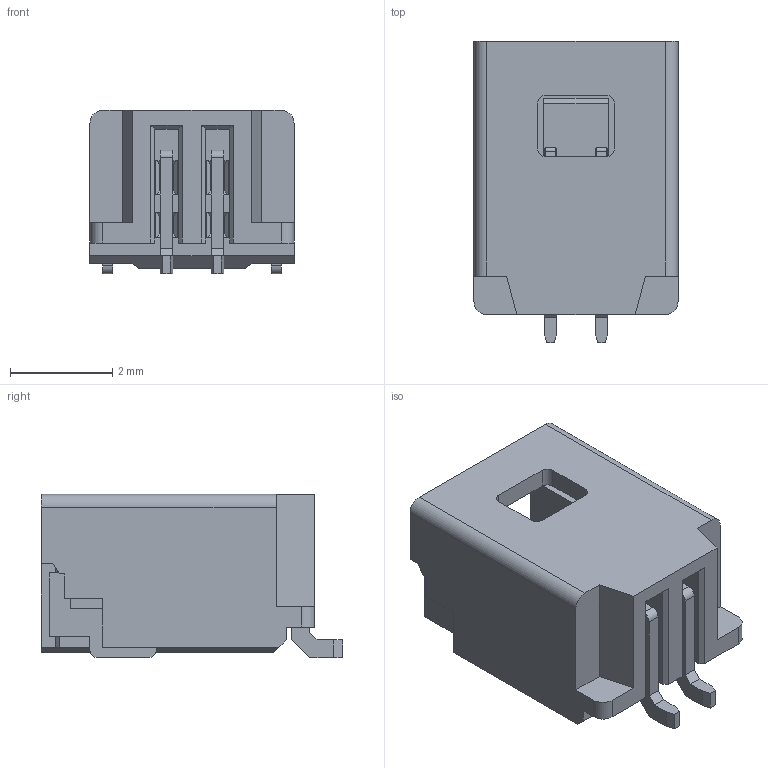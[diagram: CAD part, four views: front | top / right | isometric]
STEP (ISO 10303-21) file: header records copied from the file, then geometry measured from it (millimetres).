
FILE_DESCRIPTION(('STEP AP242'),'1');
FILE_NAME('501568-0207.stp','2021-06-21T13:28:09',('TraceParts'),('TraceParts S.A.'),'Spatial InterOp 3D',' ',' ');
FILE_SCHEMA(('AP242_MANAGED_MODEL_BASED_3D_ENGINEERING_MIM_LF {1 0 10303 442 1 1 4}'));
Length unit declared in the file: millimetre
Products named in the file (1): 501568-0207_1
Bounding box: 4 x 5.9 x 3.2 mm (x, y, z)
Volume: 34.2 mm3; surface area: 186.8 mm2
Topology: 1 solids, 1 shells, 251 faces, 702 edges, 480 vertices
Faces by surface type: plane 212, cylinder 22, cone 16, bspline 1
Entity records: 7929 total; most frequent: CARTESIAN_POINT 1415, ORIENTED_EDGE 1358, DIRECTION 1265, EDGE_CURVE 679, LINE 641, VECTOR 641, VERTEX_POINT 434, AXIS2_PLACEMENT_3D 312
